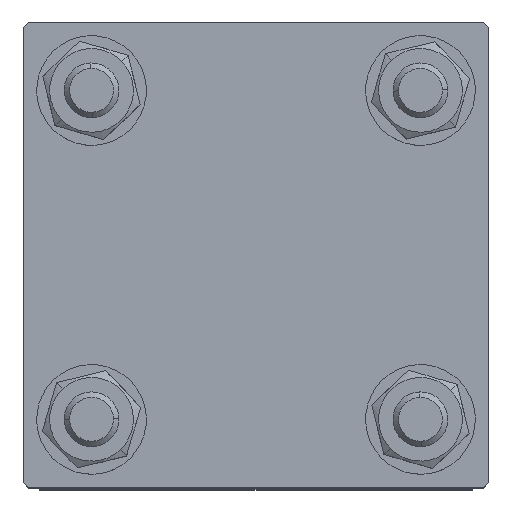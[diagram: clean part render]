
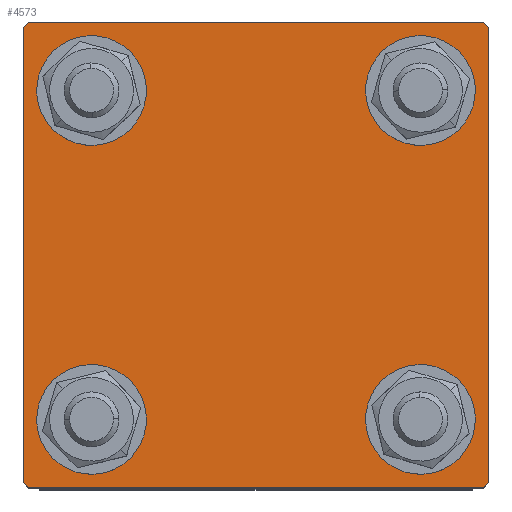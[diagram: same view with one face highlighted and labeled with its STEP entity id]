
A CAD part, top view. The second image highlights one B-rep face of the part: STEP entity #4573.
In plain terms, the highlighted planar face has unit normal (0, 0, 1).
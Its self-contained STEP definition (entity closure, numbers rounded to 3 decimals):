
#745 = VECTOR ( 'NONE', #5541, 1000. ) ;
#758 = VECTOR ( 'NONE', #1876, 1000. ) ;
#767 = CIRCLE ( 'NONE', #3917, 5.5 ) ;
#792 = LINE ( 'NONE', #5540, #745 ) ;
#804 = LINE ( 'NONE', #1875, #758 ) ;
#837 = CIRCLE ( 'NONE', #3873, 5.5 ) ;
#890 = CIRCLE ( 'NONE', #3889, 5.5 ) ;
#927 = VECTOR ( 'NONE', #1800, 1000. ) ;
#946 = CIRCLE ( 'NONE', #3796, 5.5 ) ;
#966 = LINE ( 'NONE', #1799, #927 ) ;
#1091 = CIRCLE ( 'NONE', #3904, 5.5 ) ;
#1120 = DIRECTION ( 'NONE',  ( 0., -1., 0. ) ) ;
#1126 = DIRECTION ( 'NONE',  ( 0.707, 0.707, 0. ) ) ;
#1138 = CARTESIAN_POINT ( 'NONE',  ( 42.5, -41.5, 15.5 ) ) ;
#1139 = CARTESIAN_POINT ( 'NONE',  ( -30., -30., 15.5 ) ) ;
#1140 = DIRECTION ( 'NONE',  ( 0., 0., -1. ) ) ;
#1141 = DIRECTION ( 'NONE',  ( -1., 0., 0. ) ) ;
#1145 = CARTESIAN_POINT ( 'NONE',  ( -30., 30., 15.5 ) ) ;
#1146 = DIRECTION ( 'NONE',  ( 0., 0., -1. ) ) ;
#1147 = DIRECTION ( 'NONE',  ( -1., 0., 0. ) ) ;
#1181 = CARTESIAN_POINT ( 'NONE',  ( 30., -30., 15.5 ) ) ;
#1182 = DIRECTION ( 'NONE',  ( 0., 0., -1. ) ) ;
#1183 = DIRECTION ( 'NONE',  ( -1., 0., 0. ) ) ;
#1240 = CARTESIAN_POINT ( 'NONE',  ( 30., 30., 15.5 ) ) ;
#1241 = DIRECTION ( 'NONE',  ( 0., 0., -1. ) ) ;
#1242 = DIRECTION ( 'NONE',  ( -1., 0., 0. ) ) ;
#1799 = CARTESIAN_POINT ( 'NONE',  ( -41.5, -42.5, 15.5 ) ) ;
#1800 = DIRECTION ( 'NONE',  ( 0.707, -0.707, 0. ) ) ;
#1809 = CARTESIAN_POINT ( 'NONE',  ( 30., -30., 15.5 ) ) ;
#1810 = DIRECTION ( 'NONE',  ( 0., 0., -1. ) ) ;
#1811 = DIRECTION ( 'NONE',  ( -1., 0., 0. ) ) ;
#1875 = CARTESIAN_POINT ( 'NONE',  ( -42.5, 41.5, 15.5 ) ) ;
#1876 = DIRECTION ( 'NONE',  ( -0.707, -0.707, 0. ) ) ;
#1908 = CARTESIAN_POINT ( 'NONE',  ( -30., 30., 15.5 ) ) ;
#1909 = DIRECTION ( 'NONE',  ( 0., 0., -1. ) ) ;
#1910 = DIRECTION ( 'NONE',  ( -1., 0., 0. ) ) ;
#2015 = CARTESIAN_POINT ( 'NONE',  ( -30., -30., 15.5 ) ) ;
#2016 = DIRECTION ( 'NONE',  ( 0., 0., -1. ) ) ;
#2017 = DIRECTION ( 'NONE',  ( -1., 0., 0. ) ) ;
#2575 = DIRECTION ( 'NONE',  ( 0., 0., -1. ) ) ;
#2577 = PLANE ( 'NONE',  #3745 ) ;
#2579 = CARTESIAN_POINT ( 'NONE',  ( 0., 0., 15.5 ) ) ;
#2581 = DIRECTION ( 'NONE',  ( -1., 0., 0. ) ) ;
#2676 = CARTESIAN_POINT ( 'NONE',  ( -24.5, 30., 15.5 ) ) ;
#2687 = CARTESIAN_POINT ( 'NONE',  ( -42.5, 41.5, 15.5 ) ) ;
#2690 = CARTESIAN_POINT ( 'NONE',  ( 24.5, -30., 15.5 ) ) ;
#2695 = CARTESIAN_POINT ( 'NONE',  ( 41.5, 42.5, 15.5 ) ) ;
#2699 = CARTESIAN_POINT ( 'NONE',  ( -35.5, -30., 15.5 ) ) ;
#2703 = CARTESIAN_POINT ( 'NONE',  ( -35.5, 30., 15.5 ) ) ;
#2726 = CARTESIAN_POINT ( 'NONE',  ( 41.5, -42.5, 15.5 ) ) ;
#2750 = CARTESIAN_POINT ( 'NONE',  ( -41.5, -42.5, 15.5 ) ) ;
#2768 = CARTESIAN_POINT ( 'NONE',  ( 35.5, 30., 15.5 ) ) ;
#2770 = CARTESIAN_POINT ( 'NONE',  ( -24.5, -30., 15.5 ) ) ;
#2774 = CARTESIAN_POINT ( 'NONE',  ( 35.5, -30., 15.5 ) ) ;
#2782 = CARTESIAN_POINT ( 'NONE',  ( -42.5, -42.5, 15.5 ) ) ;
#2783 = CARTESIAN_POINT ( 'NONE',  ( -42.5, 42.5, 15.5 ) ) ;
#2784 = DIRECTION ( 'NONE',  ( -1., 0., 0. ) ) ;
#2785 = DIRECTION ( 'NONE',  ( -0.707, 0.707, 0. ) ) ;
#2786 = CARTESIAN_POINT ( 'NONE',  ( 41.5, 42.5, 15.5 ) ) ;
#2791 = DIRECTION ( 'NONE',  ( 1., 0., 0. ) ) ;
#2792 = CARTESIAN_POINT ( 'NONE',  ( -42.5, -42.5, 15.5 ) ) ;
#3069 = FACE_BOUND ( 'NONE', #6482, .T. ) ;
#3071 = FACE_BOUND ( 'NONE', #6075, .T. ) ;
#3336 = FACE_BOUND ( 'NONE', #6179, .T. ) ;
#3338 = FACE_BOUND ( 'NONE', #6486, .T. ) ;
#3576 = ORIENTED_EDGE ( 'NONE', *, *, #4892, .T. ) ;
#3745 = AXIS2_PLACEMENT_3D ( 'NONE', #2579, #2575, #2581 ) ;
#3780 = AXIS2_PLACEMENT_3D ( 'NONE', #1139, #1140, #1141 ) ;
#3782 = AXIS2_PLACEMENT_3D ( 'NONE', #1145, #1146, #1147 ) ;
#3786 = AXIS2_PLACEMENT_3D ( 'NONE', #1181, #1182, #1183 ) ;
#3796 = AXIS2_PLACEMENT_3D ( 'NONE', #1240, #1241, #1242 ) ;
#3873 = AXIS2_PLACEMENT_3D ( 'NONE', #1809, #1810, #1811 ) ;
#3889 = AXIS2_PLACEMENT_3D ( 'NONE', #1908, #1909, #1910 ) ;
#3904 = AXIS2_PLACEMENT_3D ( 'NONE', #2015, #2016, #2017 ) ;
#3917 = AXIS2_PLACEMENT_3D ( 'NONE', #5535, #5536, #5537 ) ;
#4480 = CIRCLE ( 'NONE', #3780, 5.5 ) ;
#4481 = LINE ( 'NONE', #1138, #4487 ) ;
#4482 = CIRCLE ( 'NONE', #3782, 5.5 ) ;
#4487 = VECTOR ( 'NONE', #1126, 1000. ) ;
#4492 = CIRCLE ( 'NONE', #3786, 5.5 ) ;
#4494 = VECTOR ( 'NONE', #2791, 1000. ) ;
#4505 = VECTOR ( 'NONE', #1120, 1000. ) ;
#4508 = LINE ( 'NONE', #2782, #4494 ) ;
#4509 = LINE ( 'NONE', #2792, #4505 ) ;
#4513 = LINE ( 'NONE', #2783, #4556 ) ;
#4514 = VECTOR ( 'NONE', #2785, 1000. ) ;
#4515 = LINE ( 'NONE', #2786, #4514 ) ;
#4556 = VECTOR ( 'NONE', #2784, 1000. ) ;
#4573 = ADVANCED_FACE ( 'NONE', ( #3338, #3069, #3071, #3336, #5504 ), #2577, .F. ) ;
#4640 = VERTEX_POINT ( 'NONE', #2676 ) ;
#4643 = VERTEX_POINT ( 'NONE', #2687 ) ;
#4657 = VERTEX_POINT ( 'NONE', #2695 ) ;
#4659 = VERTEX_POINT ( 'NONE', #2690 ) ;
#4678 = VERTEX_POINT ( 'NONE', #2703 ) ;
#4681 = VERTEX_POINT ( 'NONE', #2699 ) ;
#4714 = VERTEX_POINT ( 'NONE', #2726 ) ;
#4739 = VERTEX_POINT ( 'NONE', #2750 ) ;
#4758 = VERTEX_POINT ( 'NONE', #2768 ) ;
#4760 = VERTEX_POINT ( 'NONE', #2770 ) ;
#4764 = VERTEX_POINT ( 'NONE', #2774 ) ;
#4888 = EDGE_CURVE ( 'NONE', #4657, #6183, #4513, .T. ) ;
#4889 = EDGE_CURVE ( 'NONE', #6156, #4657, #4515, .T. ) ;
#4892 = EDGE_CURVE ( 'NONE', #4739, #4714, #4508, .T. ) ;
#4893 = EDGE_CURVE ( 'NONE', #4643, #6177, #4509, .T. ) ;
#4900 = EDGE_CURVE ( 'NONE', #4681, #4760, #4480, .T. ) ;
#4901 = EDGE_CURVE ( 'NONE', #4714, #6518, #4481, .T. ) ;
#4903 = EDGE_CURVE ( 'NONE', #4678, #4640, #4482, .T. ) ;
#4914 = EDGE_CURVE ( 'NONE', #4659, #4764, #4492, .T. ) ;
#4930 = EDGE_CURVE ( 'NONE', #6399, #4758, #946, .T. ) ;
#5398 = EDGE_CURVE ( 'NONE', #6177, #4739, #966, .T. ) ;
#5403 = EDGE_CURVE ( 'NONE', #4764, #4659, #837, .T. ) ;
#5415 = EDGE_CURVE ( 'NONE', #6183, #4643, #804, .T. ) ;
#5428 = EDGE_CURVE ( 'NONE', #4640, #4678, #890, .T. ) ;
#5458 = EDGE_CURVE ( 'NONE', #4760, #4681, #1091, .T. ) ;
#5481 = EDGE_CURVE ( 'NONE', #4758, #6399, #767, .T. ) ;
#5484 = EDGE_CURVE ( 'NONE', #6518, #6156, #792, .T. ) ;
#5504 = FACE_OUTER_BOUND ( 'NONE', #6353, .T. ) ;
#5535 = CARTESIAN_POINT ( 'NONE',  ( 30., 30., 15.5 ) ) ;
#5536 = DIRECTION ( 'NONE',  ( 0., 0., -1. ) ) ;
#5537 = DIRECTION ( 'NONE',  ( -1., 0., 0. ) ) ;
#5540 = CARTESIAN_POINT ( 'NONE',  ( 42.5, -42.5, 15.5 ) ) ;
#5541 = DIRECTION ( 'NONE',  ( 0., 1., 0. ) ) ;
#5573 = CARTESIAN_POINT ( 'NONE',  ( 42.5, 41.5, 15.5 ) ) ;
#5579 = CARTESIAN_POINT ( 'NONE',  ( -42.5, -41.5, 15.5 ) ) ;
#5581 = CARTESIAN_POINT ( 'NONE',  ( -41.5, 42.5, 15.5 ) ) ;
#5605 = CARTESIAN_POINT ( 'NONE',  ( 24.5, 30., 15.5 ) ) ;
#5617 = CARTESIAN_POINT ( 'NONE',  ( 42.5, -41.5, 15.5 ) ) ;
#6075 = EDGE_LOOP ( 'NONE', ( #6819, #6810 ) ) ;
#6156 = VERTEX_POINT ( 'NONE', #5573 ) ;
#6177 = VERTEX_POINT ( 'NONE', #5579 ) ;
#6179 = EDGE_LOOP ( 'NONE', ( #6548, #6566 ) ) ;
#6183 = VERTEX_POINT ( 'NONE', #5581 ) ;
#6353 = EDGE_LOOP ( 'NONE', ( #6974, #6540, #6945, #6628, #6932, #6808, #3576, #7000 ) ) ;
#6399 = VERTEX_POINT ( 'NONE', #5605 ) ;
#6482 = EDGE_LOOP ( 'NONE', ( #6786, #6788 ) ) ;
#6486 = EDGE_LOOP ( 'NONE', ( #6688, #6680 ) ) ;
#6518 = VERTEX_POINT ( 'NONE', #5617 ) ;
#6540 = ORIENTED_EDGE ( 'NONE', *, *, #4889, .T. ) ;
#6548 = ORIENTED_EDGE ( 'NONE', *, *, #4930, .T. ) ;
#6566 = ORIENTED_EDGE ( 'NONE', *, *, #5481, .T. ) ;
#6628 = ORIENTED_EDGE ( 'NONE', *, *, #5415, .T. ) ;
#6680 = ORIENTED_EDGE ( 'NONE', *, *, #5428, .T. ) ;
#6688 = ORIENTED_EDGE ( 'NONE', *, *, #4903, .T. ) ;
#6786 = ORIENTED_EDGE ( 'NONE', *, *, #4900, .T. ) ;
#6788 = ORIENTED_EDGE ( 'NONE', *, *, #5458, .T. ) ;
#6808 = ORIENTED_EDGE ( 'NONE', *, *, #5398, .T. ) ;
#6810 = ORIENTED_EDGE ( 'NONE', *, *, #5403, .T. ) ;
#6819 = ORIENTED_EDGE ( 'NONE', *, *, #4914, .T. ) ;
#6932 = ORIENTED_EDGE ( 'NONE', *, *, #4893, .T. ) ;
#6945 = ORIENTED_EDGE ( 'NONE', *, *, #4888, .T. ) ;
#6974 = ORIENTED_EDGE ( 'NONE', *, *, #5484, .T. ) ;
#7000 = ORIENTED_EDGE ( 'NONE', *, *, #4901, .T. ) ;
